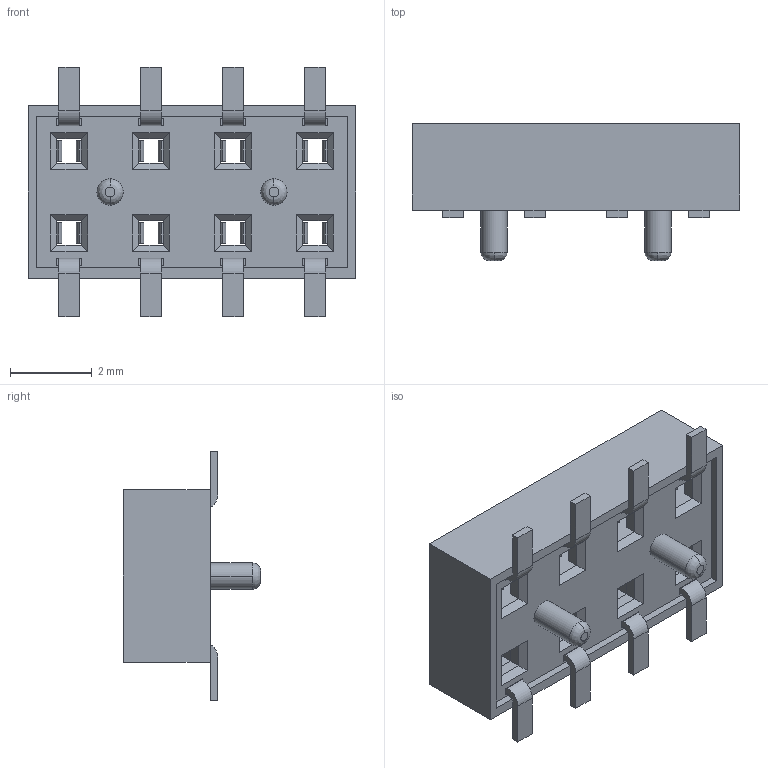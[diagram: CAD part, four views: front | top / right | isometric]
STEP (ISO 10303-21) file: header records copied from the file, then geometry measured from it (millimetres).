
FILE_DESCRIPTION(('STEP AP242'),'1');
FILE_NAME('m22-6360442.stp','2024-12-17T14:31:31',('TraceParts'),('TraceParts S.A.'),'Spatial InterOp 3D',' ',' ');
FILE_SCHEMA(('AP242_MANAGED_MODEL_BASED_3D_ENGINEERING_MIM_LF {1 0 10303 442 1 1 4}'));
Length unit declared in the file: millimetre
Products named in the file (1): m22-6360442_1
Bounding box: 8 x 3.35 x 6.1 mm (x, y, z)
Volume: 54.4 mm3; surface area: 292.7 mm2
Topology: 9 solids, 9 shells, 573 faces, 1584 edges, 1024 vertices
Faces by surface type: plane 421, cylinder 148, bspline 4
Entity records: 21078 total; most frequent: CARTESIAN_POINT 3298, ORIENTED_EDGE 3168, DIRECTION 3044, EDGE_CURVE 1584, LINE 1276, VECTOR 1276, VERTEX_POINT 1024, AXIS2_PLACEMENT_3D 884
